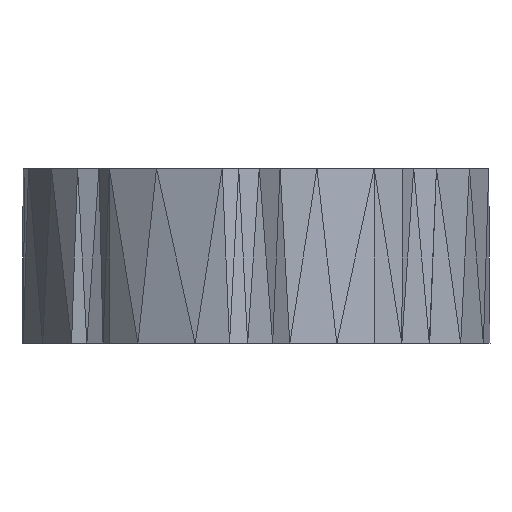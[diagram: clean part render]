
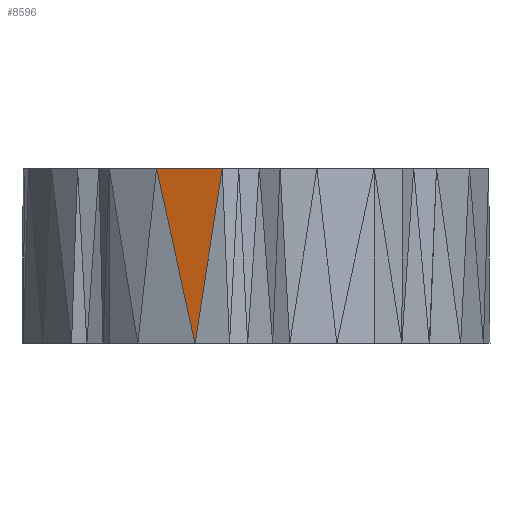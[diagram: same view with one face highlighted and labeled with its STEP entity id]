
A CAD part, front view. The second image highlights one B-rep face of the part: STEP entity #8596.
In plain terms, the highlighted planar face has unit normal (-0.291, -0.957, 0.013).
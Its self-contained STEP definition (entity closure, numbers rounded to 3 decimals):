
#484=FACE_OUTER_BOUND('',#1184,.T.);
#1184=EDGE_LOOP('',(#6640,#6641,#6642));
#2187=LINE('',#13598,#3306);
#2189=LINE('',#13602,#3308);
#2190=LINE('',#13603,#3309);
#3306=VECTOR('',#11245,1.2);
#3308=VECTOR('',#11249,1.2);
#3309=VECTOR('',#11250,1.2);
#3953=VERTEX_POINT('',#13591);
#3955=VERTEX_POINT('',#13597);
#3956=VERTEX_POINT('',#13601);
#4844=EDGE_CURVE('',#3953,#3955,#2187,.T.);
#4846=EDGE_CURVE('',#3956,#3953,#2189,.T.);
#4847=EDGE_CURVE('',#3956,#3955,#2190,.T.);
#6640=ORIENTED_EDGE('',*,*,#4844,.F.);
#6641=ORIENTED_EDGE('',*,*,#4846,.F.);
#6642=ORIENTED_EDGE('',*,*,#4847,.T.);
#7896=PLANE('',#9299);
#8596=ADVANCED_FACE('',(#484),#7896,.T.);
#9299=AXIS2_PLACEMENT_3D('',#13600,#11247,#11248);
#11245=DIRECTION('',(-0.153,0.034,-0.988));
#11247=DIRECTION('center_axis',(-0.291,-0.957,0.013));
#11248=DIRECTION('ref_axis',(0.,-0.013,-1.));
#11249=DIRECTION('',(0.957,-0.291,0.));
#11250=DIRECTION('',(0.215,-0.078,-0.974));
#13591=CARTESIAN_POINT('',(479.213,128.872,133.107));
#13597=CARTESIAN_POINT('',(476.731,129.418,117.137));
#13598=CARTESIAN_POINT('',(479.213,128.872,133.107));
#13600=CARTESIAN_POINT('Origin',(473.206,130.7,133.107));
#13601=CARTESIAN_POINT('',(473.206,130.7,133.107));
#13602=CARTESIAN_POINT('',(473.206,130.7,133.107));
#13603=CARTESIAN_POINT('',(473.206,130.7,133.107));
